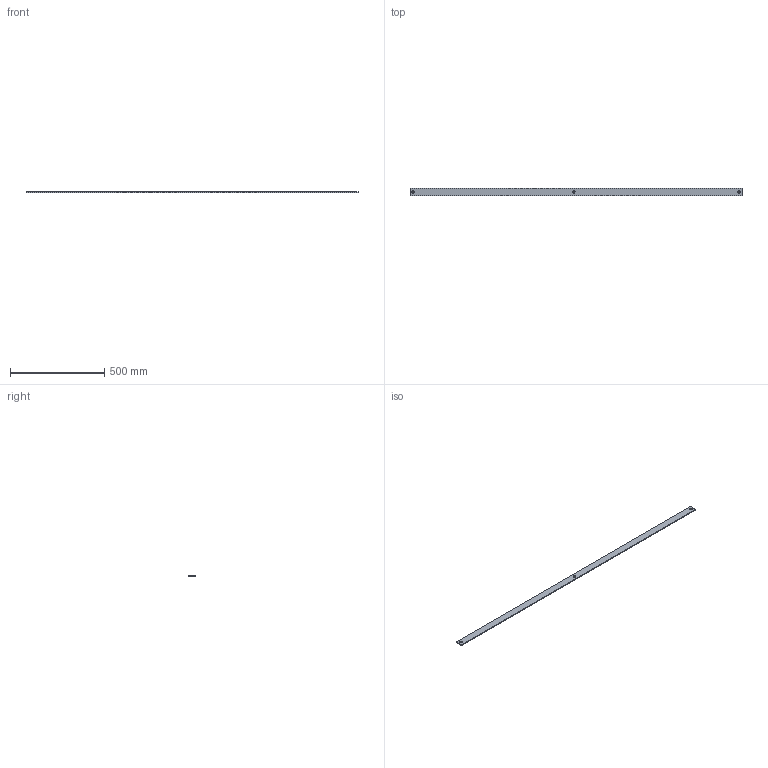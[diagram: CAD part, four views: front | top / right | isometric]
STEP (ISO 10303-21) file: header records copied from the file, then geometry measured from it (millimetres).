
FILE_DESCRIPTION (( 'STEP AP203' ), '1' );
FILE_NAME ('18S72_Default.step', '2019-09-13T18:11:31', ( '' ), ( '' ), 'SwSTEP 2.0', 'SolidWorks 2018', '' );
FILE_SCHEMA (( 'CONFIG_CONTROL_DESIGN' ));
Length unit declared in the file: inch
Products named in the file (1): 18S72_Default
Bounding box: 1765.3 x 38.1 x 6.86 mm (x, y, z)
Volume: 320226.9 mm3; surface area: 151941.8 mm2
Topology: 1 solids, 1 shells, 27 faces, 60 edges, 38 vertices
Faces by surface type: cone 12, plane 9, cylinder 6
Entity records: 847 total; most frequent: DIRECTION 146, CARTESIAN_POINT 126, ORIENTED_EDGE 120, EDGE_CURVE 60, AXIS2_PLACEMENT_3D 58, VERTEX_POINT 38, EDGE_LOOP 36, LINE 30
